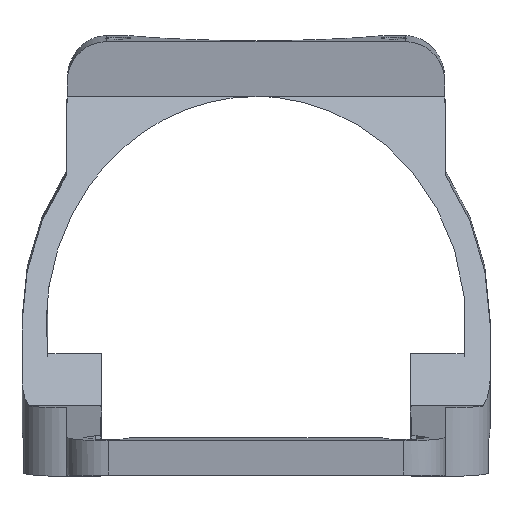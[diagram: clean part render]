
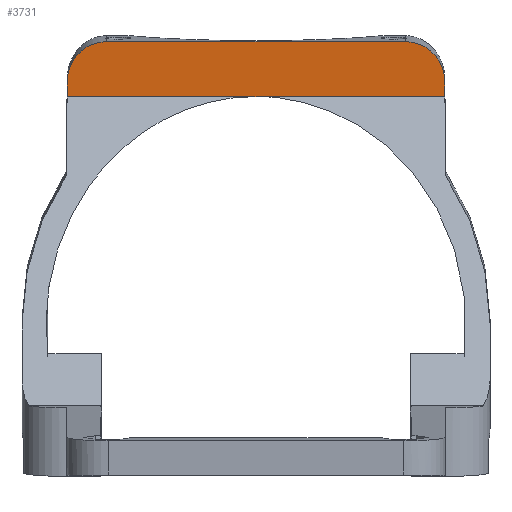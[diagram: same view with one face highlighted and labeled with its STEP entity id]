
A CAD part, front view. The second image highlights one B-rep face of the part: STEP entity #3731.
In plain terms, the highlighted planar face has unit normal (0, -0.996, -0.087).
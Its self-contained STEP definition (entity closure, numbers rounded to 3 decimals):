
#159 = PLANE('',#160);
#160 = AXIS2_PLACEMENT_3D('',#161,#162,#163);
#161 = CARTESIAN_POINT('',(-34.,27.893,2.44));
#162 = DIRECTION('',(0.,-0.766,0.643)
  );
#163 = DIRECTION('',(0.,0.643,0.766));
#344 = PLANE('',#345);
#345 = AXIS2_PLACEMENT_3D('',#346,#347,#348);
#346 = CARTESIAN_POINT('',(-34.,27.893,2.44));
#347 = DIRECTION('',(0.,-0.766,0.643)
  );
#348 = DIRECTION('',(0.,0.643,0.766));
#1315 = VERTEX_POINT('',#1316);
#1316 = CARTESIAN_POINT('',(0.,65.619,
    47.399));
#1351 = EDGE_CURVE('',#1352,#1315,#1354,.T.);
#1352 = VERTEX_POINT('',#1353);
#1353 = CARTESIAN_POINT('',(-27.4,65.619,47.399));
#1354 = SURFACE_CURVE('',#1355,(#1359,#1366),.PCURVE_S1.);
#1355 = LINE('',#1356,#1357);
#1356 = CARTESIAN_POINT('',(-34.,65.619,47.399));
#1357 = VECTOR('',#1358,1.);
#1358 = DIRECTION('',(1.,0.,0.));
#1359 = PCURVE('',#159,#1360);
#1360 = DEFINITIONAL_REPRESENTATION('',(#1361),#1365);
#1361 = LINE('',#1362,#1363);
#1362 = CARTESIAN_POINT('',(58.69,0.));
#1363 = VECTOR('',#1364,1.);
#1364 = DIRECTION('',(0.,-1.));
#1365 = ( GEOMETRIC_REPRESENTATION_CONTEXT(2) 
PARAMETRIC_REPRESENTATION_CONTEXT() REPRESENTATION_CONTEXT('2D SPACE',''
  ) );
#1366 = PCURVE('',#1367,#1372);
#1367 = PLANE('',#1368);
#1368 = AXIS2_PLACEMENT_3D('',#1369,#1370,#1371);
#1369 = CARTESIAN_POINT('',(-34.,65.619,47.399));
#1370 = DIRECTION('',(0.,-0.996,
    -0.087));
#1371 = DIRECTION('',(0.,-0.087,
    0.996));
#1372 = DEFINITIONAL_REPRESENTATION('',(#1373),#1377);
#1373 = LINE('',#1374,#1375);
#1374 = CARTESIAN_POINT('',(0.,0.));
#1375 = VECTOR('',#1376,1.);
#1376 = DIRECTION('',(0.,-1.));
#1377 = ( GEOMETRIC_REPRESENTATION_CONTEXT(2) 
PARAMETRIC_REPRESENTATION_CONTEXT() REPRESENTATION_CONTEXT('2D SPACE',''
  ) );
#1394 = PLANE('',#1395);
#1395 = AXIS2_PLACEMENT_3D('',#1396,#1397,#1398);
#1396 = CARTESIAN_POINT('',(-27.4,64.523,55.334));
#1397 = DIRECTION('',(1.,0.,0.));
#1398 = DIRECTION('',(0.,0.996,
    0.087));
#2229 = EDGE_CURVE('',#1315,#2230,#2232,.T.);
#2230 = VERTEX_POINT('',#2231);
#2231 = CARTESIAN_POINT('',(27.4,65.619,47.399));
#2232 = SURFACE_CURVE('',#2233,(#2237,#2244),.PCURVE_S1.);
#2233 = LINE('',#2234,#2235);
#2234 = CARTESIAN_POINT('',(-34.,65.619,47.399));
#2235 = VECTOR('',#2236,1.);
#2236 = DIRECTION('',(1.,0.,0.));
#2237 = PCURVE('',#344,#2238);
#2238 = DEFINITIONAL_REPRESENTATION('',(#2239),#2243);
#2239 = LINE('',#2240,#2241);
#2240 = CARTESIAN_POINT('',(58.69,0.));
#2241 = VECTOR('',#2242,1.);
#2242 = DIRECTION('',(0.,-1.));
#2243 = ( GEOMETRIC_REPRESENTATION_CONTEXT(2) 
PARAMETRIC_REPRESENTATION_CONTEXT() REPRESENTATION_CONTEXT('2D SPACE',''
  ) );
#2244 = PCURVE('',#1367,#2245);
#2245 = DEFINITIONAL_REPRESENTATION('',(#2246),#2250);
#2246 = LINE('',#2247,#2248);
#2247 = CARTESIAN_POINT('',(0.,0.));
#2248 = VECTOR('',#2249,1.);
#2249 = DIRECTION('',(0.,-1.));
#2250 = ( GEOMETRIC_REPRESENTATION_CONTEXT(2) 
PARAMETRIC_REPRESENTATION_CONTEXT() REPRESENTATION_CONTEXT('2D SPACE',''
  ) );
#2523 = PLANE('',#2524);
#2524 = AXIS2_PLACEMENT_3D('',#2525,#2526,#2527);
#2525 = CARTESIAN_POINT('',(27.4,70.301,55.84));
#2526 = DIRECTION('',(-1.,0.,0.));
#2527 = DIRECTION('',(0.,-0.996,
    -0.087));
#3634 = VERTEX_POINT('',#3635);
#3635 = CARTESIAN_POINT('',(-27.4,65.418,49.691));
#3649 = CYLINDRICAL_SURFACE('',#3650,5.7);
#3650 = AXIS2_PLACEMENT_3D('',#3651,#3652,#3653);
#3651 = CARTESIAN_POINT('',(-21.7,65.418,49.691));
#3652 = DIRECTION('',(0.,-0.996,
    -0.087));
#3653 = DIRECTION('',(0.,0.087,
    -0.996));
#3661 = EDGE_CURVE('',#1352,#3634,#3662,.T.);
#3662 = SURFACE_CURVE('',#3663,(#3667,#3673),.PCURVE_S1.);
#3663 = LINE('',#3664,#3665);
#3664 = CARTESIAN_POINT('',(-27.4,65.27,51.384));
#3665 = VECTOR('',#3666,1.);
#3666 = DIRECTION('',(0.,-0.087,
    0.996));
#3667 = PCURVE('',#1394,#3668);
#3668 = DEFINITIONAL_REPRESENTATION('',(#3669),#3672);
#3669 = B_SPLINE_CURVE_WITH_KNOTS('',1,(#3670,#3671),.UNSPECIFIED.,.F.,
  .F.,(2,2),(-4.,4.),.PIECEWISE_BEZIER_KNOTS.);
#3670 = CARTESIAN_POINT('',(0.4,-8.));
#3671 = CARTESIAN_POINT('',(0.4,0.));
#3672 = ( GEOMETRIC_REPRESENTATION_CONTEXT(2) 
PARAMETRIC_REPRESENTATION_CONTEXT() REPRESENTATION_CONTEXT('2D SPACE',''
  ) );
#3673 = PCURVE('',#1367,#3674);
#3674 = DEFINITIONAL_REPRESENTATION('',(#3675),#3678);
#3675 = B_SPLINE_CURVE_WITH_KNOTS('',1,(#3676,#3677),.UNSPECIFIED.,.F.,
  .F.,(2,2),(-4.,4.),.PIECEWISE_BEZIER_KNOTS.);
#3676 = CARTESIAN_POINT('',(0.,-6.6));
#3677 = CARTESIAN_POINT('',(8.,-6.6));
#3678 = ( GEOMETRIC_REPRESENTATION_CONTEXT(2) 
PARAMETRIC_REPRESENTATION_CONTEXT() REPRESENTATION_CONTEXT('2D SPACE',''
  ) );
#3731 = ADVANCED_FACE('',(#3732),#1367,.T.);
#3732 = FACE_BOUND('',#3733,.T.);
#3733 = EDGE_LOOP('',(#3734,#3735,#3736,#3737,#3758,#3787,#3815));
#3734 = ORIENTED_EDGE('',*,*,#3661,.F.);
#3735 = ORIENTED_EDGE('',*,*,#1351,.T.);
#3736 = ORIENTED_EDGE('',*,*,#2229,.T.);
#3737 = ORIENTED_EDGE('',*,*,#3738,.F.);
#3738 = EDGE_CURVE('',#3739,#2230,#3741,.T.);
#3739 = VERTEX_POINT('',#3740);
#3740 = CARTESIAN_POINT('',(27.4,65.418,49.691));
#3741 = SURFACE_CURVE('',#3742,(#3746,#3752),.PCURVE_S1.);
#3742 = LINE('',#3743,#3744);
#3743 = CARTESIAN_POINT('',(27.4,65.27,51.384));
#3744 = VECTOR('',#3745,1.);
#3745 = DIRECTION('',(0.,0.087,
    -0.996));
#3746 = PCURVE('',#1367,#3747);
#3747 = DEFINITIONAL_REPRESENTATION('',(#3748),#3751);
#3748 = B_SPLINE_CURVE_WITH_KNOTS('',1,(#3749,#3750),.UNSPECIFIED.,.F.,
  .F.,(2,2),(-4.,4.),.PIECEWISE_BEZIER_KNOTS.);
#3749 = CARTESIAN_POINT('',(8.,-61.4));
#3750 = CARTESIAN_POINT('',(0.,-61.4));
#3751 = ( GEOMETRIC_REPRESENTATION_CONTEXT(2) 
PARAMETRIC_REPRESENTATION_CONTEXT() REPRESENTATION_CONTEXT('2D SPACE',''
  ) );
#3752 = PCURVE('',#2523,#3753);
#3753 = DEFINITIONAL_REPRESENTATION('',(#3754),#3757);
#3754 = B_SPLINE_CURVE_WITH_KNOTS('',1,(#3755,#3756),.UNSPECIFIED.,.F.,
  .F.,(2,2),(-4.,4.),.PIECEWISE_BEZIER_KNOTS.);
#3755 = CARTESIAN_POINT('',(5.4,0.));
#3756 = CARTESIAN_POINT('',(5.4,-8.));
#3757 = ( GEOMETRIC_REPRESENTATION_CONTEXT(2) 
PARAMETRIC_REPRESENTATION_CONTEXT() REPRESENTATION_CONTEXT('2D SPACE',''
  ) );
#3758 = ORIENTED_EDGE('',*,*,#3759,.T.);
#3759 = EDGE_CURVE('',#3739,#3760,#3762,.T.);
#3760 = VERTEX_POINT('',#3761);
#3761 = CARTESIAN_POINT('',(21.7,64.921,55.369));
#3762 = SURFACE_CURVE('',#3763,(#3768,#3775),.PCURVE_S1.);
#3763 = CIRCLE('',#3764,5.7);
#3764 = AXIS2_PLACEMENT_3D('',#3765,#3766,#3767);
#3765 = CARTESIAN_POINT('',(21.7,65.418,
    49.691));
#3766 = DIRECTION('',(0.,-0.996,
    -0.087));
#3767 = DIRECTION('',(0.,0.087,
    -0.996));
#3768 = PCURVE('',#1367,#3769);
#3769 = DEFINITIONAL_REPRESENTATION('',(#3770),#3774);
#3770 = CIRCLE('',#3771,5.7);
#3771 = AXIS2_PLACEMENT_2D('',#3772,#3773);
#3772 = CARTESIAN_POINT('',(2.3,-55.7));
#3773 = DIRECTION('',(-1.,0.));
#3774 = ( GEOMETRIC_REPRESENTATION_CONTEXT(2) 
PARAMETRIC_REPRESENTATION_CONTEXT() REPRESENTATION_CONTEXT('2D SPACE',''
  ) );
#3775 = PCURVE('',#3776,#3781);
#3776 = CYLINDRICAL_SURFACE('',#3777,5.7);
#3777 = AXIS2_PLACEMENT_3D('',#3778,#3779,#3780);
#3778 = CARTESIAN_POINT('',(21.7,65.418,
    49.691));
#3779 = DIRECTION('',(0.,-0.996,
    -0.087));
#3780 = DIRECTION('',(0.,0.087,
    -0.996));
#3781 = DEFINITIONAL_REPRESENTATION('',(#3782),#3786);
#3782 = LINE('',#3783,#3784);
#3783 = CARTESIAN_POINT('',(0.,0.));
#3784 = VECTOR('',#3785,1.);
#3785 = DIRECTION('',(1.,0.));
#3786 = ( GEOMETRIC_REPRESENTATION_CONTEXT(2) 
PARAMETRIC_REPRESENTATION_CONTEXT() REPRESENTATION_CONTEXT('2D SPACE',''
  ) );
#3787 = ORIENTED_EDGE('',*,*,#3788,.F.);
#3788 = EDGE_CURVE('',#3789,#3760,#3791,.T.);
#3789 = VERTEX_POINT('',#3790);
#3790 = CARTESIAN_POINT('',(-21.7,64.921,55.369));
#3791 = SURFACE_CURVE('',#3792,(#3796,#3803),.PCURVE_S1.);
#3792 = LINE('',#3793,#3794);
#3793 = CARTESIAN_POINT('',(-34.,64.921,55.369));
#3794 = VECTOR('',#3795,1.);
#3795 = DIRECTION('',(1.,0.,0.));
#3796 = PCURVE('',#1367,#3797);
#3797 = DEFINITIONAL_REPRESENTATION('',(#3798),#3802);
#3798 = LINE('',#3799,#3800);
#3799 = CARTESIAN_POINT('',(8.,0.));
#3800 = VECTOR('',#3801,1.);
#3801 = DIRECTION('',(0.,-1.));
#3802 = ( GEOMETRIC_REPRESENTATION_CONTEXT(2) 
PARAMETRIC_REPRESENTATION_CONTEXT() REPRESENTATION_CONTEXT('2D SPACE',''
  ) );
#3803 = PCURVE('',#3804,#3809);
#3804 = PLANE('',#3805);
#3805 = AXIS2_PLACEMENT_3D('',#3806,#3807,#3808);
#3806 = CARTESIAN_POINT('',(-34.,64.921,55.369));
#3807 = DIRECTION('',(0.,-0.087,
    0.996));
#3808 = DIRECTION('',(0.,0.996,
    0.087));
#3809 = DEFINITIONAL_REPRESENTATION('',(#3810),#3814);
#3810 = LINE('',#3811,#3812);
#3811 = CARTESIAN_POINT('',(0.,0.));
#3812 = VECTOR('',#3813,1.);
#3813 = DIRECTION('',(0.,-1.));
#3814 = ( GEOMETRIC_REPRESENTATION_CONTEXT(2) 
PARAMETRIC_REPRESENTATION_CONTEXT() REPRESENTATION_CONTEXT('2D SPACE',''
  ) );
#3815 = ORIENTED_EDGE('',*,*,#3816,.T.);
#3816 = EDGE_CURVE('',#3789,#3634,#3817,.T.);
#3817 = SURFACE_CURVE('',#3818,(#3823,#3830),.PCURVE_S1.);
#3818 = CIRCLE('',#3819,5.7);
#3819 = AXIS2_PLACEMENT_3D('',#3820,#3821,#3822);
#3820 = CARTESIAN_POINT('',(-21.7,65.418,49.691));
#3821 = DIRECTION('',(0.,-0.996,
    -0.087));
#3822 = DIRECTION('',(0.,0.087,
    -0.996));
#3823 = PCURVE('',#1367,#3824);
#3824 = DEFINITIONAL_REPRESENTATION('',(#3825),#3829);
#3825 = CIRCLE('',#3826,5.7);
#3826 = AXIS2_PLACEMENT_2D('',#3827,#3828);
#3827 = CARTESIAN_POINT('',(2.3,-12.3));
#3828 = DIRECTION('',(-1.,0.));
#3829 = ( GEOMETRIC_REPRESENTATION_CONTEXT(2) 
PARAMETRIC_REPRESENTATION_CONTEXT() REPRESENTATION_CONTEXT('2D SPACE',''
  ) );
#3830 = PCURVE('',#3649,#3831);
#3831 = DEFINITIONAL_REPRESENTATION('',(#3832),#3836);
#3832 = LINE('',#3833,#3834);
#3833 = CARTESIAN_POINT('',(0.,0.));
#3834 = VECTOR('',#3835,1.);
#3835 = DIRECTION('',(1.,0.));
#3836 = ( GEOMETRIC_REPRESENTATION_CONTEXT(2) 
PARAMETRIC_REPRESENTATION_CONTEXT() REPRESENTATION_CONTEXT('2D SPACE',''
  ) );
